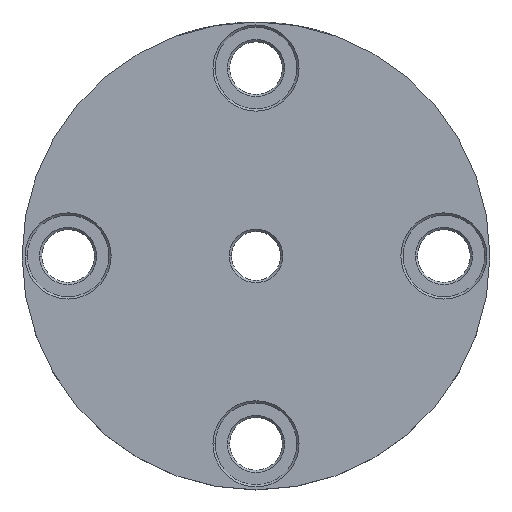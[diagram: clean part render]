
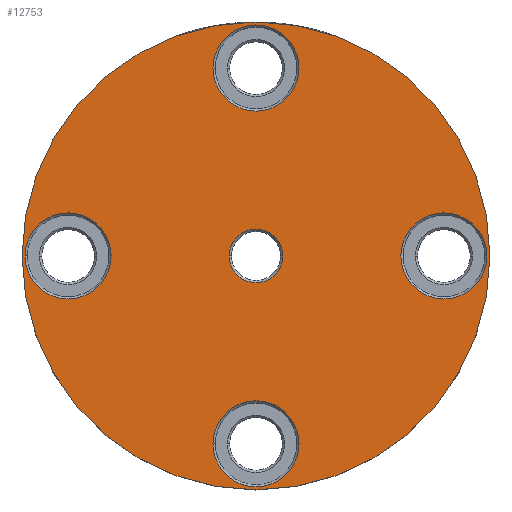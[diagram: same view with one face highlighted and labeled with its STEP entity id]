
A CAD part, top view. The second image highlights one B-rep face of the part: STEP entity #12753.
In plain terms, the highlighted planar face has unit normal (0, 0, 1).
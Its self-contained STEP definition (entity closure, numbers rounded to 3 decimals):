
#127 = CARTESIAN_POINT ( 'NONE',  ( 0., 25.3, 10.2 ) ) ;
#295 = CIRCLE ( 'NONE', #2793, 5.8 ) ;
#370 = CIRCLE ( 'NONE', #13747, 5.8 ) ;
#661 = VERTEX_POINT ( 'NONE', #18901 ) ;
#905 = CARTESIAN_POINT ( 'NONE',  ( 0., 0., 10.2 ) ) ;
#925 = CIRCLE ( 'NONE', #3735, 5.8 ) ;
#958 = CARTESIAN_POINT ( 'NONE',  ( 0., 0., 10.2 ) ) ;
#1322 = EDGE_CURVE ( 'NONE', #7115, #11539, #925, .T. ) ;
#1392 = EDGE_LOOP ( 'NONE', ( #14875, #18452 ) ) ;
#1527 = CARTESIAN_POINT ( 'NONE',  ( -25.3, 0., 10.2 ) ) ;
#1603 = ORIENTED_EDGE ( 'NONE', *, *, #14983, .T. ) ;
#1694 = VERTEX_POINT ( 'NONE', #18816 ) ;
#1900 = CARTESIAN_POINT ( 'NONE',  ( -31.5, 0., 10.2 ) ) ;
#1918 = AXIS2_PLACEMENT_3D ( 'NONE', #905, #12783, #3198 ) ;
#2239 = ORIENTED_EDGE ( 'NONE', *, *, #17301, .T. ) ;
#2322 = CARTESIAN_POINT ( 'NONE',  ( 0., 0., 10.2 ) ) ;
#2450 = DIRECTION ( 'NONE',  ( 1., 0., 0. ) ) ;
#2603 = CARTESIAN_POINT ( 'NONE',  ( 0., 0., 10.2 ) ) ;
#2638 = ORIENTED_EDGE ( 'NONE', *, *, #1322, .T. ) ;
#2750 = DIRECTION ( 'NONE',  ( 0., 0., -1. ) ) ;
#2793 = AXIS2_PLACEMENT_3D ( 'NONE', #14339, #4009, #2450 ) ;
#2802 = CARTESIAN_POINT ( 'NONE',  ( 0., 0., 10.2 ) ) ;
#3198 = DIRECTION ( 'NONE',  ( 1., 0., 0. ) ) ;
#3215 = CARTESIAN_POINT ( 'NONE',  ( 0., 25.3, 10.2 ) ) ;
#3547 = CARTESIAN_POINT ( 'NONE',  ( -5.8, -25.3, 10.2 ) ) ;
#3699 = DIRECTION ( 'NONE',  ( 0., 0., -1. ) ) ;
#3735 = AXIS2_PLACEMENT_3D ( 'NONE', #1527, #17605, #4456 ) ;
#4009 = DIRECTION ( 'NONE',  ( 0., 0., -1. ) ) ;
#4456 = DIRECTION ( 'NONE',  ( 1., 0., 0. ) ) ;
#4491 = CARTESIAN_POINT ( 'NONE',  ( 5.8, -25.3, 10.2 ) ) ;
#4728 = CIRCLE ( 'NONE', #9491, 3.6 ) ;
#4774 = VERTEX_POINT ( 'NONE', #3547 ) ;
#4921 = CARTESIAN_POINT ( 'NONE',  ( 3.6, 0., 10.2 ) ) ;
#5499 = ORIENTED_EDGE ( 'NONE', *, *, #14927, .T. ) ;
#5633 = AXIS2_PLACEMENT_3D ( 'NONE', #2603, #6987, #12649 ) ;
#5672 = CARTESIAN_POINT ( 'NONE',  ( -25.3, 0., 10.2 ) ) ;
#6450 = EDGE_LOOP ( 'NONE', ( #2638, #5499 ) ) ;
#6561 = CIRCLE ( 'NONE', #7187, 5.8 ) ;
#6798 = FACE_BOUND ( 'NONE', #9222, .T. ) ;
#6897 = DIRECTION ( 'NONE',  ( 1., 0., 0. ) ) ;
#6900 = AXIS2_PLACEMENT_3D ( 'NONE', #11808, #2750, #16291 ) ;
#6987 = DIRECTION ( 'NONE',  ( 0., 0., 1. ) ) ;
#7115 = VERTEX_POINT ( 'NONE', #8023 ) ;
#7187 = AXIS2_PLACEMENT_3D ( 'NONE', #14125, #3699, #8176 ) ;
#7193 = AXIS2_PLACEMENT_3D ( 'NONE', #5672, #18918, #16195 ) ;
#7482 = CARTESIAN_POINT ( 'NONE',  ( 31.1, 0., 10.2 ) ) ;
#7532 = CARTESIAN_POINT ( 'NONE',  ( 25.3, 0., 10.2 ) ) ;
#7832 = EDGE_CURVE ( 'NONE', #8761, #16208, #6561, .T. ) ;
#7844 = ORIENTED_EDGE ( 'NONE', *, *, #17725, .T. ) ;
#7879 = CARTESIAN_POINT ( 'NONE',  ( 19.5, 0., 10.2 ) ) ;
#8023 = CARTESIAN_POINT ( 'NONE',  ( -19.5, 0., 10.2 ) ) ;
#8176 = DIRECTION ( 'NONE',  ( 1., 0., 0. ) ) ;
#8257 = EDGE_LOOP ( 'NONE', ( #2239, #7844 ) ) ;
#8424 = CIRCLE ( 'NONE', #15891, 31.5 ) ;
#8761 = VERTEX_POINT ( 'NONE', #7879 ) ;
#8768 = AXIS2_PLACEMENT_3D ( 'NONE', #7532, #12200, #10547 ) ;
#8944 = EDGE_CURVE ( 'NONE', #1694, #11035, #8424, .T. ) ;
#8988 = DIRECTION ( 'NONE',  ( 0., 0., -1. ) ) ;
#9222 = EDGE_LOOP ( 'NONE', ( #16525, #13361 ) ) ;
#9491 = AXIS2_PLACEMENT_3D ( 'NONE', #2322, #11559, #17405 ) ;
#9919 = DIRECTION ( 'NONE',  ( 0., 0., 1. ) ) ;
#9974 = ORIENTED_EDGE ( 'NONE', *, *, #18292, .T. ) ;
#10251 = VERTEX_POINT ( 'NONE', #4921 ) ;
#10547 = DIRECTION ( 'NONE',  ( 1., 0., 0. ) ) ;
#11035 = VERTEX_POINT ( 'NONE', #1900 ) ;
#11313 = CARTESIAN_POINT ( 'NONE',  ( -5.8, 25.3, 10.2 ) ) ;
#11348 = CIRCLE ( 'NONE', #18803, 3.6 ) ;
#11371 = FACE_BOUND ( 'NONE', #14478, .T. ) ;
#11374 = DIRECTION ( 'NONE',  ( 0., 0., -1. ) ) ;
#11539 = VERTEX_POINT ( 'NONE', #18898 ) ;
#11552 = CIRCLE ( 'NONE', #1918, 31.5 ) ;
#11559 = DIRECTION ( 'NONE',  ( 0., 0., -1. ) ) ;
#11563 = FACE_BOUND ( 'NONE', #12421, .T. ) ;
#11565 = EDGE_CURVE ( 'NONE', #4774, #17667, #295, .T. ) ;
#11622 = VERTEX_POINT ( 'NONE', #11313 ) ;
#11808 = CARTESIAN_POINT ( 'NONE',  ( 0., -25.3, 10.2 ) ) ;
#12200 = DIRECTION ( 'NONE',  ( 0., 0., -1. ) ) ;
#12421 = EDGE_LOOP ( 'NONE', ( #9974, #18066 ) ) ;
#12646 = EDGE_CURVE ( 'NONE', #11035, #1694, #11552, .T. ) ;
#12649 = DIRECTION ( 'NONE',  ( 1., 0., 0. ) ) ;
#12753 = ADVANCED_FACE ( 'NONE', ( #11563, #18772, #16049, #11371, #6798, #15671 ), #18865, .T. ) ;
#12783 = DIRECTION ( 'NONE',  ( 0., 0., 1. ) ) ;
#13107 = CIRCLE ( 'NONE', #7193, 5.8 ) ;
#13124 = CIRCLE ( 'NONE', #14988, 5.8 ) ;
#13361 = ORIENTED_EDGE ( 'NONE', *, *, #7832, .T. ) ;
#13449 = DIRECTION ( 'NONE',  ( 0., 0., -1. ) ) ;
#13478 = VERTEX_POINT ( 'NONE', #14412 ) ;
#13747 = AXIS2_PLACEMENT_3D ( 'NONE', #127, #8988, #18143 ) ;
#14125 = CARTESIAN_POINT ( 'NONE',  ( 25.3, 0., 10.2 ) ) ;
#14339 = CARTESIAN_POINT ( 'NONE',  ( 0., -25.3, 10.2 ) ) ;
#14368 = CIRCLE ( 'NONE', #6900, 5.8 ) ;
#14412 = CARTESIAN_POINT ( 'NONE',  ( 5.8, 25.3, 10.2 ) ) ;
#14478 = EDGE_LOOP ( 'NONE', ( #1603, #17106 ) ) ;
#14687 = CIRCLE ( 'NONE', #8768, 5.8 ) ;
#14875 = ORIENTED_EDGE ( 'NONE', *, *, #12646, .T. ) ;
#14927 = EDGE_CURVE ( 'NONE', #11539, #7115, #13107, .T. ) ;
#14983 = EDGE_CURVE ( 'NONE', #17667, #4774, #14368, .T. ) ;
#14988 = AXIS2_PLACEMENT_3D ( 'NONE', #3215, #13449, #19194 ) ;
#15671 = FACE_OUTER_BOUND ( 'NONE', #1392, .T. ) ;
#15891 = AXIS2_PLACEMENT_3D ( 'NONE', #2802, #9919, #19163 ) ;
#16049 = FACE_BOUND ( 'NONE', #6450, .T. ) ;
#16195 = DIRECTION ( 'NONE',  ( 1., 0., 0. ) ) ;
#16208 = VERTEX_POINT ( 'NONE', #7482 ) ;
#16291 = DIRECTION ( 'NONE',  ( 1., 0., 0. ) ) ;
#16525 = ORIENTED_EDGE ( 'NONE', *, *, #17288, .T. ) ;
#17106 = ORIENTED_EDGE ( 'NONE', *, *, #11565, .T. ) ;
#17288 = EDGE_CURVE ( 'NONE', #16208, #8761, #14687, .T. ) ;
#17301 = EDGE_CURVE ( 'NONE', #13478, #11622, #370, .T. ) ;
#17405 = DIRECTION ( 'NONE',  ( 1., 0., 0. ) ) ;
#17605 = DIRECTION ( 'NONE',  ( 0., 0., -1. ) ) ;
#17667 = VERTEX_POINT ( 'NONE', #4491 ) ;
#17725 = EDGE_CURVE ( 'NONE', #11622, #13478, #13124, .T. ) ;
#18066 = ORIENTED_EDGE ( 'NONE', *, *, #19184, .T. ) ;
#18143 = DIRECTION ( 'NONE',  ( 1., 0., 0. ) ) ;
#18292 = EDGE_CURVE ( 'NONE', #10251, #661, #4728, .T. ) ;
#18452 = ORIENTED_EDGE ( 'NONE', *, *, #8944, .T. ) ;
#18772 = FACE_BOUND ( 'NONE', #8257, .T. ) ;
#18803 = AXIS2_PLACEMENT_3D ( 'NONE', #958, #11374, #6897 ) ;
#18816 = CARTESIAN_POINT ( 'NONE',  ( 31.5, 0., 10.2 ) ) ;
#18865 = PLANE ( 'NONE',  #5633 ) ;
#18898 = CARTESIAN_POINT ( 'NONE',  ( -31.1, 0., 10.2 ) ) ;
#18901 = CARTESIAN_POINT ( 'NONE',  ( -3.6, 0., 10.2 ) ) ;
#18918 = DIRECTION ( 'NONE',  ( 0., 0., -1. ) ) ;
#19163 = DIRECTION ( 'NONE',  ( 1., 0., 0. ) ) ;
#19184 = EDGE_CURVE ( 'NONE', #661, #10251, #11348, .T. ) ;
#19194 = DIRECTION ( 'NONE',  ( 1., 0., 0. ) ) ;
